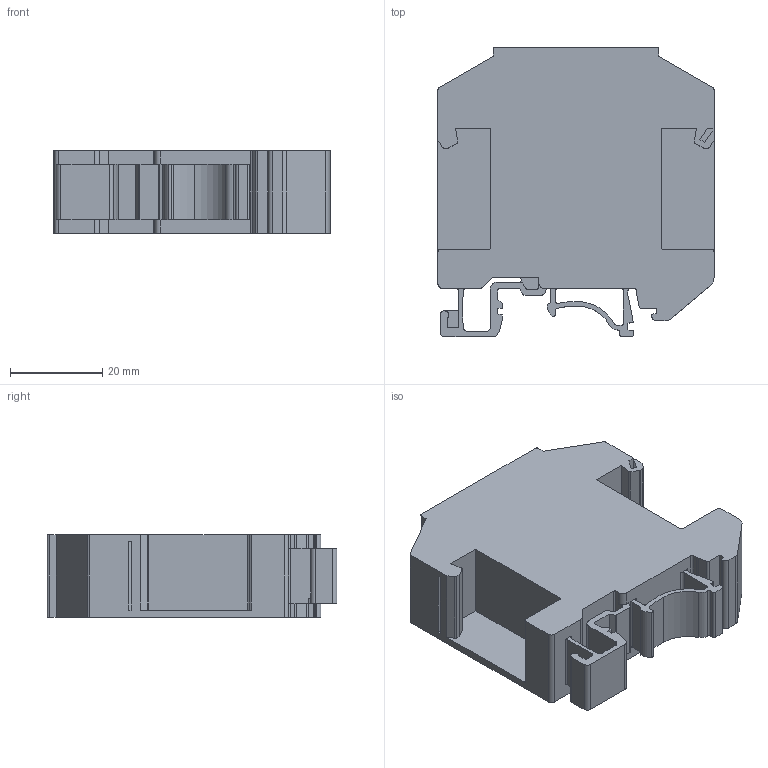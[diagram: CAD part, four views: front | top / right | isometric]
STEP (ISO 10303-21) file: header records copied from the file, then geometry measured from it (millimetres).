
FILE_DESCRIPTION((''),'2;1');
FILE_NAME('5YB576653_ASM','2023-11-06T',('dell'),(''),'PRO/ENGINEER BY PARAMETRIC TECHNOLOGY CORPORATION, 2013230','PRO/ENGINEER BY PARAMETRIC TECHNOLOGY CORPORATION, 2013230','');
FILE_SCHEMA(('AUTOMOTIVE_DESIGN { 1 0 10303 214 1 1 1 1 }'));
Length unit declared in the file: millimetre
Products named in the file (1): 5YB576653_ASM
Bounding box: 60 x 63 x 18 mm (x, y, z)
Volume: 46504.6 mm3; surface area: 13723 mm2
Topology: 1 solids, 1 shells, 174 faces, 516 edges, 346 vertices
Faces by surface type: plane 99, cylinder 75
Entity records: 6108 total; most frequent: CARTESIAN_POINT 1038, ORIENTED_EDGE 1032, DIRECTION 1021, EDGE_CURVE 516, VECTOR 359, LINE 359, VERTEX_POINT 346, AXIS2_PLACEMENT_3D 331
